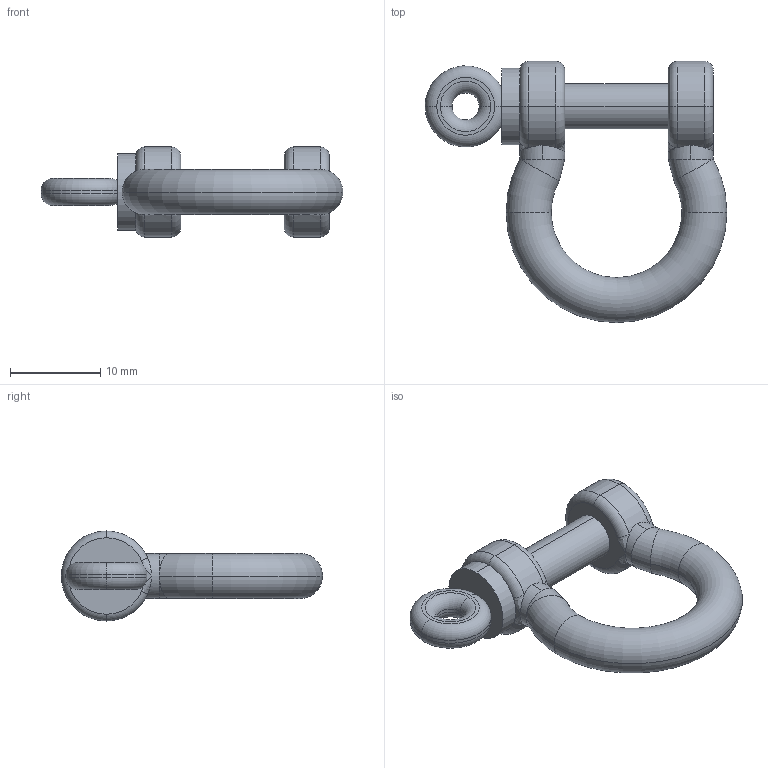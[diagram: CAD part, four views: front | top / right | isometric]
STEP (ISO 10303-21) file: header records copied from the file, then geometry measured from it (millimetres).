
FILE_DESCRIPTION (( 'STEP AP203' ), '1' );
FILE_NAME ('sone3D.STEP', '2013-09-24T04:42:22', ( '' ), ( '' ), 'SwSTEP 2.0', 'SolidWorks 2012', '' );
FILE_SCHEMA (( 'CONFIG_CONTROL_DESIGN' ));
Length unit declared in the file: millimetre
Products named in the file (3): sone3D; B-1111-5シャフト_; B-1111-5フック_
Assembly tree (2 placements, depth 2):
  sone3D
    B-1111-5フック_
    B-1111-5シャフト_
Bounding box: 33.5 x 29 x 10 mm (x, y, z)
Volume: 1815.4 mm3; surface area: 2204.5 mm2
Topology: 2 solids, 2 shells, 67 faces, 161 edges, 88 vertices
Faces by surface type: torus 28, cylinder 22, plane 9, bspline 8
Entity records: 2592 total; most frequent: CARTESIAN_POINT 801, DIRECTION 349, ORIENTED_EDGE 298, AXIS2_PLACEMENT_3D 164, EDGE_CURVE 149, CIRCLE 100, VERTEX_POINT 88, EDGE_LOOP 75
